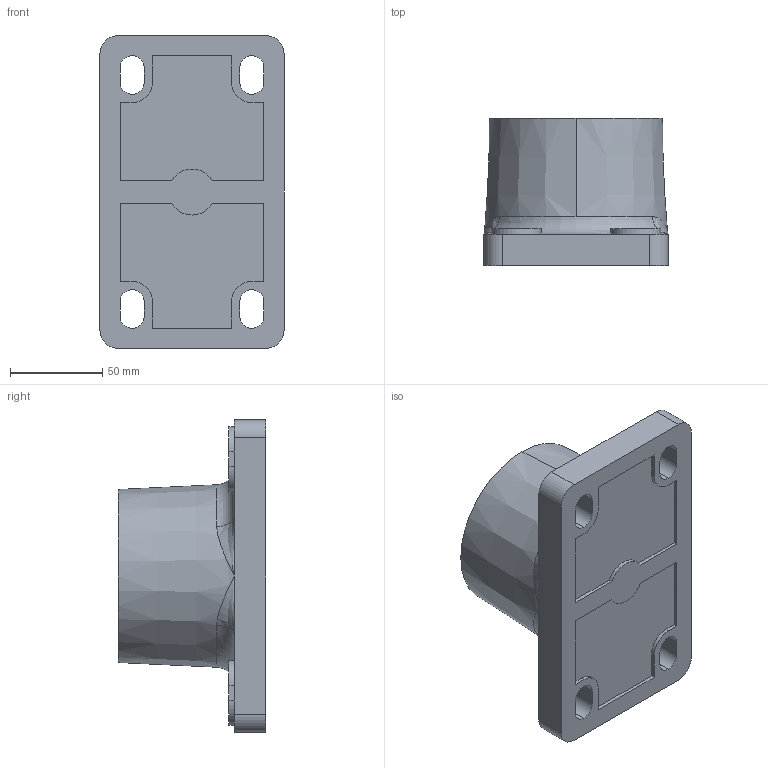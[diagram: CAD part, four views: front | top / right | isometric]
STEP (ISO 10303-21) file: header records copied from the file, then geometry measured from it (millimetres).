
FILE_DESCRIPTION (( 'STEP AP214' ), '1' );
FILE_NAME ('Supporting bracket.STEP', '2025-02-11T19:41:10', ( '' ), ( '' ), 'SwSTEP 2.0', 'SolidWorks 2024', '' );
FILE_SCHEMA (( 'AUTOMOTIVE_DESIGN' ));
Length unit declared in the file: millimetre
Products named in the file (1): Supporting bracket
Bounding box: 100 x 80 x 170 mm (x, y, z)
Volume: 514646.6 mm3; surface area: 78866.5 mm2
Topology: 1 solids, 1 shells, 107 faces, 291 edges, 189 vertices
Faces by surface type: plane 53, cylinder 45, bspline 4, torus 3, cone 2
Entity records: 3780 total; most frequent: CARTESIAN_POINT 986, DIRECTION 595, ORIENTED_EDGE 574, EDGE_CURVE 287, AXIS2_PLACEMENT_3D 214, VERTEX_POINT 189, LINE 167, VECTOR 167
